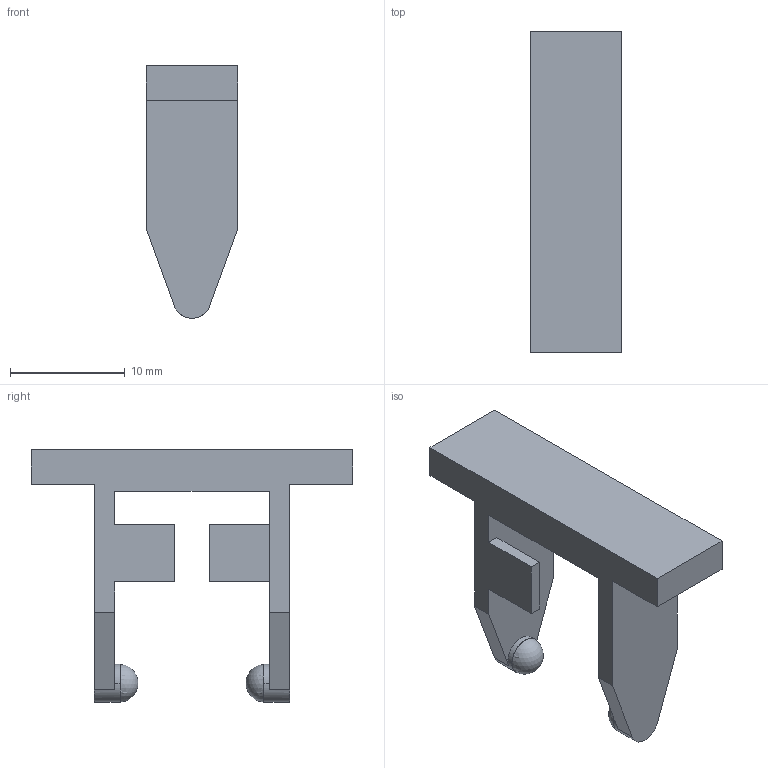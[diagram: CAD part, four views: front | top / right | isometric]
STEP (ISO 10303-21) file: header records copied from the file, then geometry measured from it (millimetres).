
FILE_DESCRIPTION(('Creo Elements/Direct Modeling STEP Export'),'2;1');
FILE_NAME('model.stp','2018-10-18T 8:03:48',(''),(''),'Creo Elements/Direct Modeling STEP processor for AP214 (Solid Model)','Creo Elements/Direct Modeling 18.1I 14-Aug-2016 (C) Parametric Technology GmbH','');
FILE_SCHEMA(('AUTOMOTIVE_DESIGN { 1 0 10303 214 1 1 1 1 }'));
Length unit declared in the file: millimetre
Products named in the file (3): ESL_26x6-Select; KLM_select.1; KLM-ESL_26x6-Select
Assembly tree (2 placements, depth 2):
  KLM-ESL_26x6-Select
    KLM_select.1
    ESL_26x6-Select
Bounding box: 8 x 28 x 22 mm (x, y, z)
Volume: 1043.6 mm3; surface area: 2265.8 mm2
Topology: 2 solids, 2 shells, 79 faces, 212 edges, 140 vertices
Faces by surface type: plane 65, bspline 8, cylinder 4, sphere 2
Entity records: 3770 total; most frequent: CARTESIAN_POINT 1163, ORIENTED_EDGE 424, DIRECTION 338, EDGE_CURVE 212, VECTOR 180, LINE 180, VERTEX_POINT 140, EDGE_LOOP 82
